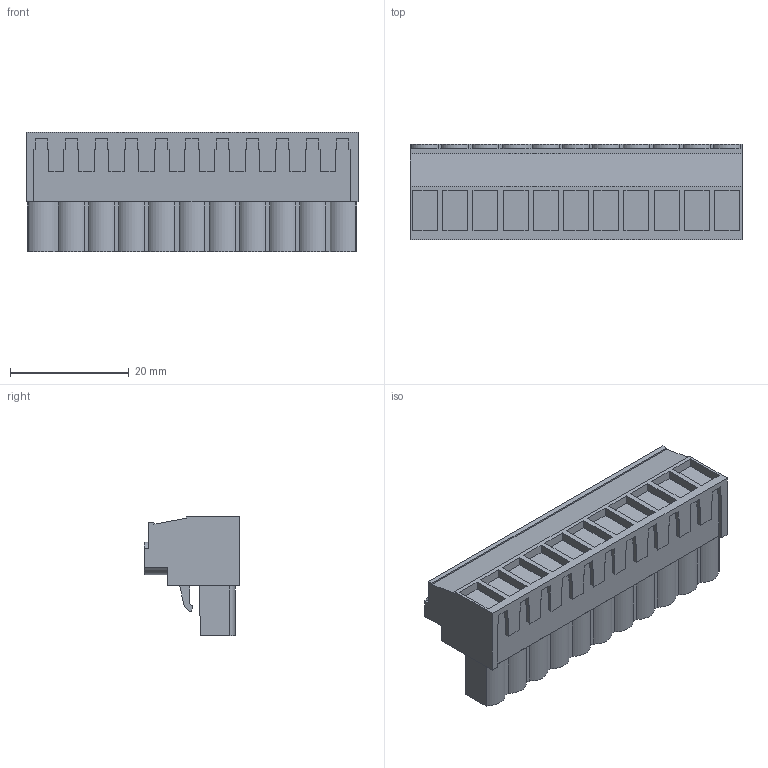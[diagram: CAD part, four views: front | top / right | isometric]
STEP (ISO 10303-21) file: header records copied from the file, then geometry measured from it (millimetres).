
FILE_DESCRIPTION(('CATIA V5 STEP','CAx-IF Rec.Pracs.--- Model Styling and Organization---1.2---2011-12-15'),'2;1');
FILE_NAME ('D1459875_0_1943670000_1943670000.stp','2017-05-20T10:46:44+00:00',('none'),('Weidmueller'),'CATIA Version 5-6 Release 2014','CATIA V5 STEP AP214','none');
FILE_SCHEMA(('AUTOMOTIVE_DESIGN { 1 0 10303 214 1 1 1 1 }'));
Length unit declared in the file: millimetre
Products named in the file (1): 1943670000
Bounding box: 55.88 x 16.1 x 20.05 mm (x, y, z)
Volume: 10400.6 mm3; surface area: 6675.6 mm2
Topology: 12 solids, 12 shells, 744 faces, 2099 edges, 1424 vertices
Faces by surface type: plane 641, cylinder 103
Entity records: 22113 total; most frequent: ORIENTED_EDGE 4198, CARTESIAN_POINT 3960, DIRECTION 2971, EDGE_CURVE 2099, VECTOR 1849, LINE 1849, VERTEX_POINT 1424, EDGE_LOOP 789
